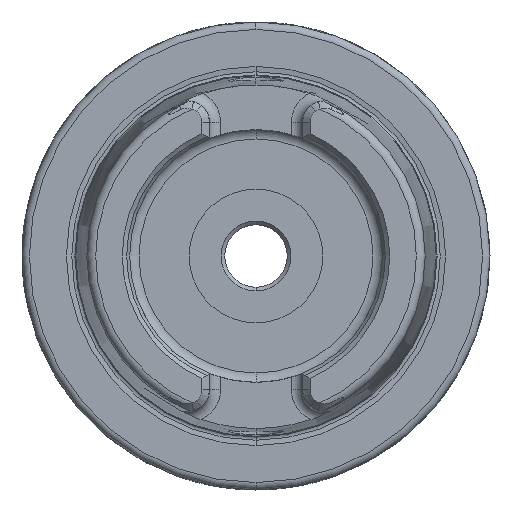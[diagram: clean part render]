
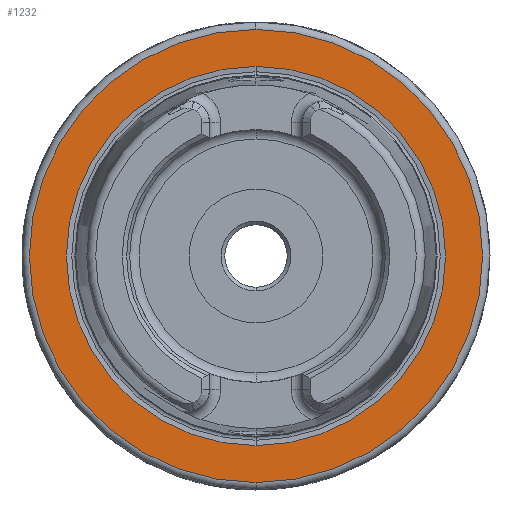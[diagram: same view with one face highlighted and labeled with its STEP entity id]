
A CAD part, left-side view. The second image highlights one B-rep face of the part: STEP entity #1232.
In plain terms, the highlighted planar face has unit normal (-1, 0, 0).
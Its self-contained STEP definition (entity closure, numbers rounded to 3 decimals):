
#48 = EDGE_CURVE ( 'NONE', #3494, #7873, #1519, .T. ) ;
#650 = ORIENTED_EDGE ( 'NONE', *, *, #48, .T. ) ;
#729 = CIRCLE ( 'NONE', #5877, 30.5 ) ;
#842 = CARTESIAN_POINT ( 'NONE',  ( -64., 0., 30.5 ) ) ;
#1232 = ADVANCED_FACE ( 'NONE', ( #8043, #4245 ), #7096, .F. ) ;
#1464 = CARTESIAN_POINT ( 'NONE',  ( -64., 0., -30.5 ) ) ;
#1513 = ORIENTED_EDGE ( 'NONE', *, *, #1905, .T. ) ;
#1519 = CIRCLE ( 'NONE', #7902, 25.521 ) ;
#1905 = EDGE_CURVE ( 'NONE', #5316, #4855, #729, .T. ) ;
#2225 = CARTESIAN_POINT ( 'NONE',  ( -64., 0., -25.521 ) ) ;
#2429 = DIRECTION ( 'NONE',  ( -1., 0., 0. ) ) ;
#2680 = DIRECTION ( 'NONE',  ( 1., 0., 0. ) ) ;
#3060 = DIRECTION ( 'NONE',  ( -1., 0., 0. ) ) ;
#3089 = EDGE_LOOP ( 'NONE', ( #7559, #650 ) ) ;
#3336 = EDGE_CURVE ( 'NONE', #7873, #3494, #3375, .T. ) ;
#3351 = AXIS2_PLACEMENT_3D ( 'NONE', #6371, #7824, #3550 ) ;
#3364 = AXIS2_PLACEMENT_3D ( 'NONE', #6663, #2429, #7410 ) ;
#3375 = CIRCLE ( 'NONE', #8508, 25.521 ) ;
#3488 = CIRCLE ( 'NONE', #3364, 30.5 ) ;
#3494 = VERTEX_POINT ( 'NONE', #2225 ) ;
#3550 = DIRECTION ( 'NONE',  ( 0., 0., -1. ) ) ;
#3696 = EDGE_CURVE ( 'NONE', #4855, #5316, #3488, .T. ) ;
#4245 = FACE_BOUND ( 'NONE', #3089, .T. ) ;
#4855 = VERTEX_POINT ( 'NONE', #842 ) ;
#4904 = DIRECTION ( 'NONE',  ( 0., 0., -1. ) ) ;
#5037 = CARTESIAN_POINT ( 'NONE',  ( -64., 0., 0. ) ) ;
#5316 = VERTEX_POINT ( 'NONE', #1464 ) ;
#5361 = EDGE_LOOP ( 'NONE', ( #1513, #9134 ) ) ;
#5877 = AXIS2_PLACEMENT_3D ( 'NONE', #7339, #3060, #8041 ) ;
#6371 = CARTESIAN_POINT ( 'NONE',  ( -64., 31.5, 0. ) ) ;
#6663 = CARTESIAN_POINT ( 'NONE',  ( -64., 0., 0. ) ) ;
#6944 = CARTESIAN_POINT ( 'NONE',  ( -64., 0., 0. ) ) ;
#7096 = PLANE ( 'NONE',  #3351 ) ;
#7339 = CARTESIAN_POINT ( 'NONE',  ( -64., 0., 0. ) ) ;
#7410 = DIRECTION ( 'NONE',  ( 0., 0., -1. ) ) ;
#7559 = ORIENTED_EDGE ( 'NONE', *, *, #3336, .T. ) ;
#7672 = DIRECTION ( 'NONE',  ( 0., 0., -1. ) ) ;
#7824 = DIRECTION ( 'NONE',  ( 1., 0., 0. ) ) ;
#7873 = VERTEX_POINT ( 'NONE', #8017 ) ;
#7902 = AXIS2_PLACEMENT_3D ( 'NONE', #5037, #9172, #4904 ) ;
#8017 = CARTESIAN_POINT ( 'NONE',  ( -64., 0., 25.521 ) ) ;
#8041 = DIRECTION ( 'NONE',  ( 0., 0., -1. ) ) ;
#8043 = FACE_OUTER_BOUND ( 'NONE', #5361, .T. ) ;
#8508 = AXIS2_PLACEMENT_3D ( 'NONE', #6944, #2680, #7672 ) ;
#9134 = ORIENTED_EDGE ( 'NONE', *, *, #3696, .T. ) ;
#9172 = DIRECTION ( 'NONE',  ( 1., 0., 0. ) ) ;
